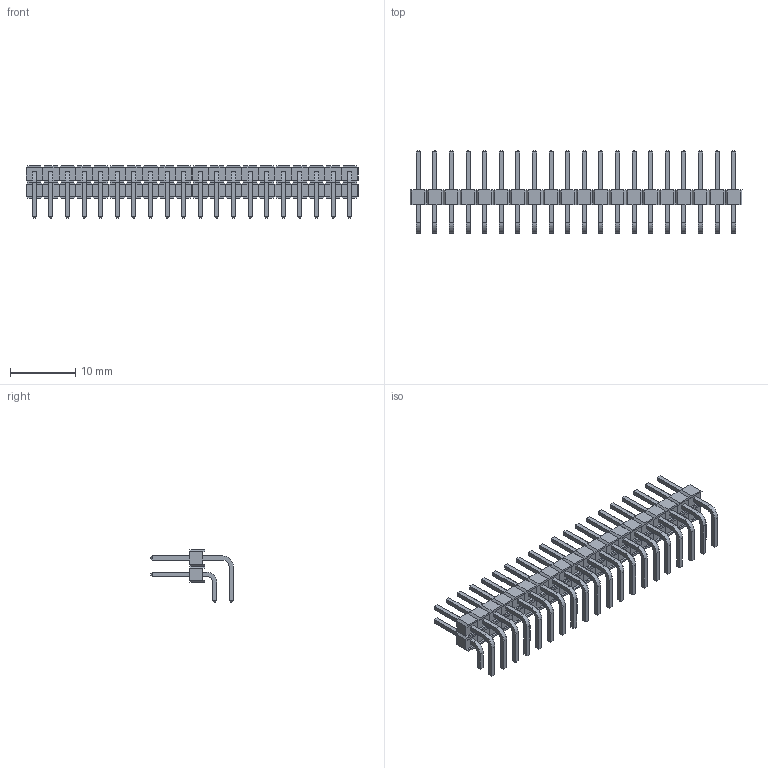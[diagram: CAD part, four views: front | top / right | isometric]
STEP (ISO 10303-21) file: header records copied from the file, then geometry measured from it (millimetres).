
FILE_DESCRIPTION(/* description */ (''),/* implementation_level */ '2;1');
FILE_NAME(/* name */ 'Header 2x20 RA.step',/* time_stamp */ '2019-04-05T11:18:04+02:00',/* author */ (''),/* organization */ (''),/* preprocessor_version */ 'ST-DEVELOPER v17.2',/* originating_system */ 'Autodesk Translation Framework v7.6.0.251',/* authorisation */ '');
FILE_SCHEMA (('AUTOMOTIVE_DESIGN { 1 0 10303 214 3 1 1 }'));
Length unit declared in the file: millimetre
Products named in the file (3): (Nicht gespeichert); User Library-Header_Male_RA_Low_2Pin_PinArray; User Library-Header_Male_RA_Low_2Pin_BodyArray
Assembly tree (3 placements, depth 2):
  (Nicht gespeichert)
    User Library-Header_Male_RA_Low_2Pin_BodyArray  x2
    User Library-Header_Male_RA_Low_2Pin_PinArray
Bounding box: 50.8 x 12.63 x 8.02 mm (x, y, z)
Volume: 1025 mm3; surface area: 4453 mm2
Topology: 112 solids, 112 shells, 2016 faces, 4704 edges, 2912 vertices
Faces by surface type: plane 1904, cylinder 112
Entity records: 54749 total; most frequent: CARTESIAN_POINT 9458, ORIENTED_EDGE 9232, DIRECTION 8812, EDGE_CURVE 4616, LINE 4392, VECTOR 4392, VERTEX_POINT 2856, AXIS2_PLACEMENT_3D 2210
